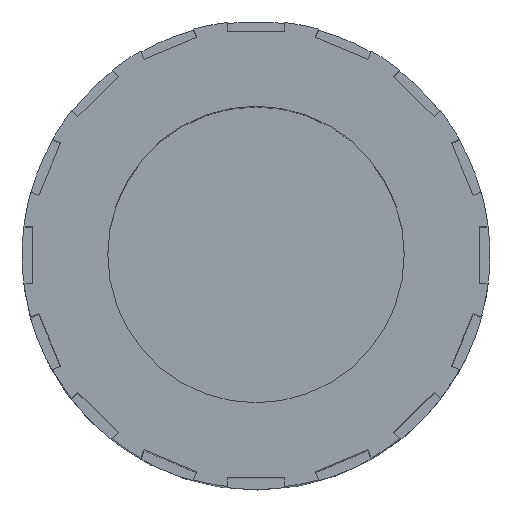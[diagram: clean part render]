
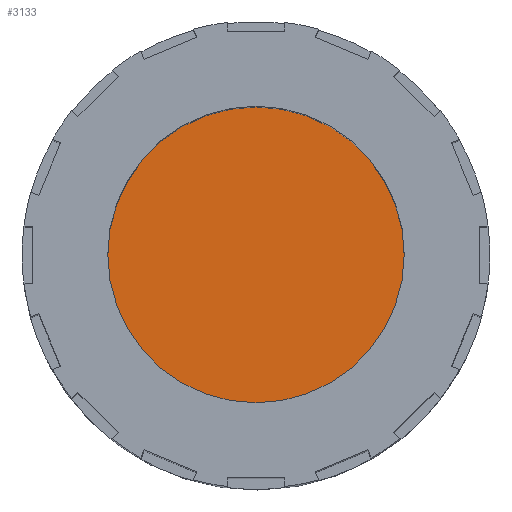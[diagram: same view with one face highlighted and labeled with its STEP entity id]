
A CAD part, top view. The second image highlights one B-rep face of the part: STEP entity #3133.
In plain terms, the highlighted planar face has unit normal (0, 0, 1).
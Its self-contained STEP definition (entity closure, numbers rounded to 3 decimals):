
#970=CARTESIAN_POINT('',(-0.234,0.113,
4.916));
#971=DIRECTION('',(0.,0.,1.));
#972=DIRECTION('',(-1.,0.,0.));
#973=AXIS2_PLACEMENT_3D('',#970,#971,#972);
#975=CARTESIAN_POINT('',(-0.234,0.113,
4.916));
#976=DIRECTION('',(0.,0.,1.));
#977=DIRECTION('',(1.,0.,0.));
#978=AXIS2_PLACEMENT_3D('',#975,#976,#977);
#1280=CARTESIAN_POINT('',(1.066,0.113,4.916));
#1281=CARTESIAN_POINT('',(-1.534,0.113,
4.916));
#1282=VERTEX_POINT('',#1280);
#1283=VERTEX_POINT('',#1281);
#3124=CARTESIAN_POINT('',(1.118,1.465,4.916));
#3125=DIRECTION('',(0.,0.,-1.));
#3126=DIRECTION('',(0.,-1.,0.));
#3127=AXIS2_PLACEMENT_3D('',#3124,#3125,#3126);
#3128=PLANE('',#3127);
#3129=ORIENTED_EDGE('',*,*,#3109,.F.);
#3130=ORIENTED_EDGE('',*,*,#3092,.F.);
#3131=EDGE_LOOP('',(#3129,#3130));
#3132=FACE_OUTER_BOUND('',#3131,.F.);
#3133=ADVANCED_FACE('',(#3132),#3128,.F.);
#974=CIRCLE('',#973,1.3);
#979=CIRCLE('',#978,1.3);
#3092=EDGE_CURVE('',#1282,#1283,#979,.T.);
#3109=EDGE_CURVE('',#1283,#1282,#974,.T.);
